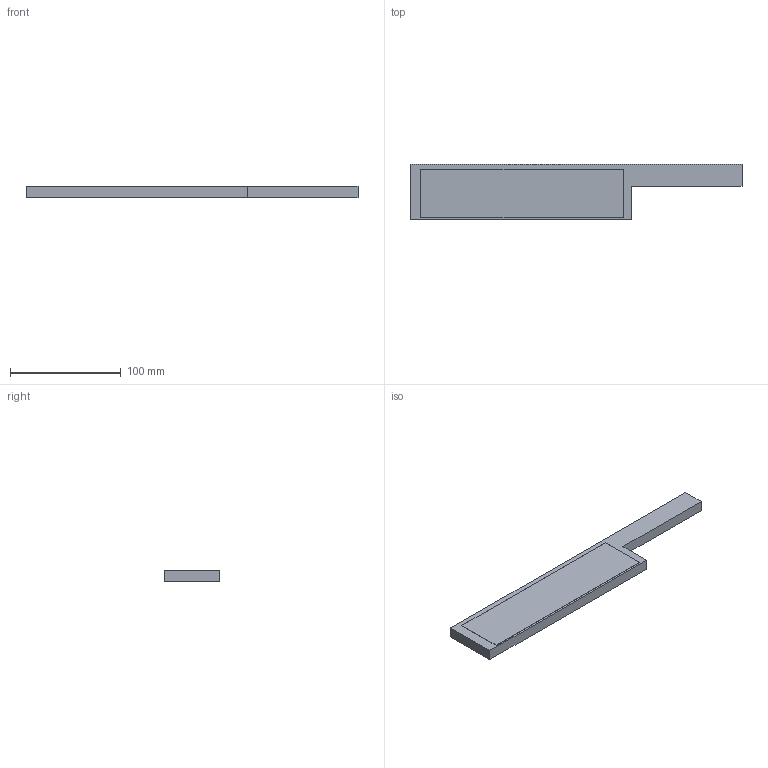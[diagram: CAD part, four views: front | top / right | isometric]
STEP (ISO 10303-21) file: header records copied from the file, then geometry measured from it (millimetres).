
FILE_DESCRIPTION (( 'STEP AP203' ), '1' );
FILE_NAME ('clamp.STEP', '2022-02-24T15:43:20', ( '' ), ( '' ), 'SwSTEP 2.0', 'SolidWorks 2018', '' );
FILE_SCHEMA (( 'CONFIG_CONTROL_DESIGN' ));
Length unit declared in the file: inch
Products named in the file (1): clamp
Bounding box: 300 x 50 x 10.51 mm (x, y, z)
Volume: 123818.8 mm3; surface area: 31227.4 mm2
Topology: 1 solids, 1 shells, 18 faces, 42 edges, 28 vertices
Faces by surface type: plane 18
Entity records: 585 total; most frequent: CARTESIAN_POINT 89, ORIENTED_EDGE 84, DIRECTION 80, VECTOR 42, EDGE_CURVE 42, LINE 42, VERTEX_POINT 28, EDGE_LOOP 20
